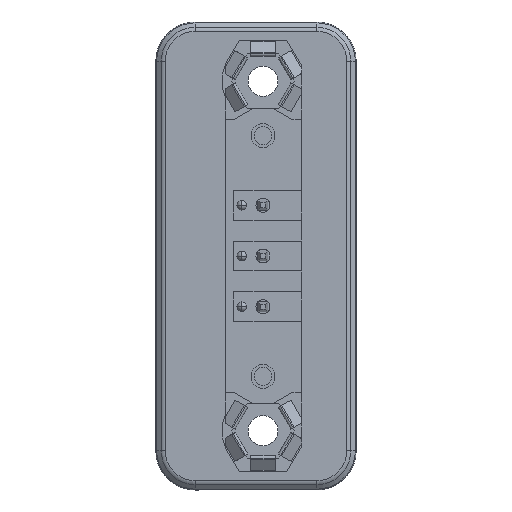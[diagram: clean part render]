
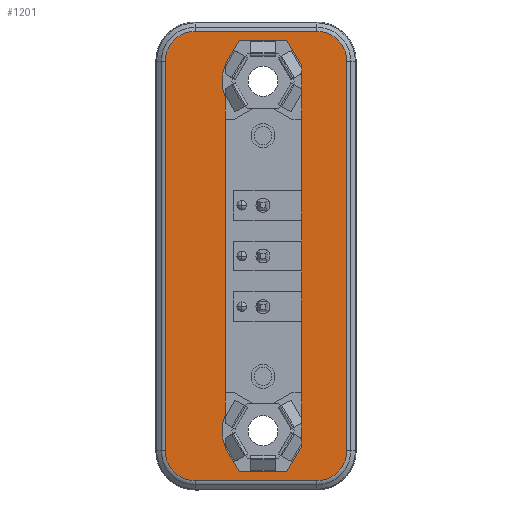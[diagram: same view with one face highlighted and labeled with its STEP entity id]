
A CAD part, front view. The second image highlights one B-rep face of the part: STEP entity #1201.
In plain terms, the highlighted planar face has unit normal (0, -1, 0).
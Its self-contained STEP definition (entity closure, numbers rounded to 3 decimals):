
#1201=ADVANCED_FACE('',(#2570,#2571),#2572,.T.);
#2570=FACE_OUTER_BOUND('',#4094,.T.);
#2571=FACE_BOUND('',#4095,.T.);
#2572=PLANE('',#4096);
#4094=EDGE_LOOP('',(#7515,#7516,#7517,#7518,#7519,#7520,#7521,#7522));
#4095=EDGE_LOOP('',(#7523,#7524,#7525,#7526,#7527,#7528,#7529,#7530,#7531,#7532,#7533,#7534));
#4096=AXIS2_PLACEMENT_3D('',#7535,#7536,#7537);
#7515=ORIENTED_EDGE('',*,*,#9854,.F.);
#7516=ORIENTED_EDGE('',*,*,#10313,.F.);
#7517=ORIENTED_EDGE('',*,*,#10314,.F.);
#7518=ORIENTED_EDGE('',*,*,#10315,.F.);
#7519=ORIENTED_EDGE('',*,*,#10316,.F.);
#7520=ORIENTED_EDGE('',*,*,#10267,.T.);
#7521=ORIENTED_EDGE('',*,*,#10317,.T.);
#7522=ORIENTED_EDGE('',*,*,#9671,.T.);
#7523=ORIENTED_EDGE('',*,*,#9812,.T.);
#7524=ORIENTED_EDGE('',*,*,#10318,.T.);
#7525=ORIENTED_EDGE('',*,*,#9530,.T.);
#7526=ORIENTED_EDGE('',*,*,#8996,.T.);
#7527=ORIENTED_EDGE('',*,*,#9920,.F.);
#7528=ORIENTED_EDGE('',*,*,#10319,.T.);
#7529=ORIENTED_EDGE('',*,*,#10320,.T.);
#7530=ORIENTED_EDGE('',*,*,#10261,.F.);
#7531=ORIENTED_EDGE('',*,*,#9393,.T.);
#7532=ORIENTED_EDGE('',*,*,#10321,.F.);
#7533=ORIENTED_EDGE('',*,*,#10322,.T.);
#7534=ORIENTED_EDGE('',*,*,#10020,.T.);
#7535=CARTESIAN_POINT('',(-4.1,5.65,-6.595));
#7536=DIRECTION('',(0.,-1.0,0.));
#7537=DIRECTION('',(0.,0.,1.0));
#8996=EDGE_CURVE('',#10728,#10733,#10735,.T.);
#9393=EDGE_CURVE('',#11408,#11409,#11410,.T.);
#9530=EDGE_CURVE('',#11626,#10728,#11629,.T.);
#9671=EDGE_CURVE('',#11831,#11832,#11833,.T.);
#9812=EDGE_CURVE('',#12046,#12047,#12048,.T.);
#9854=EDGE_CURVE('',#12105,#11832,#12107,.T.);
#9920=EDGE_CURVE('',#12195,#10733,#12197,.T.);
#10020=EDGE_CURVE('',#12332,#12046,#12333,.T.);
#10261=EDGE_CURVE('',#11408,#12629,#12630,.T.);
#10267=EDGE_CURVE('',#12638,#12636,#12639,.T.);
#10313=EDGE_CURVE('',#12687,#12105,#12688,.T.);
#10314=EDGE_CURVE('',#12689,#12687,#12690,.T.);
#10315=EDGE_CURVE('',#12691,#12689,#12692,.T.);
#10316=EDGE_CURVE('',#12638,#12691,#12693,.T.);
#10317=EDGE_CURVE('',#12636,#11831,#12694,.T.);
#10318=EDGE_CURVE('',#12047,#11626,#12695,.T.);
#10319=EDGE_CURVE('',#12195,#12696,#12697,.T.);
#10320=EDGE_CURVE('',#12696,#12629,#12698,.T.);
#10321=EDGE_CURVE('',#12699,#11409,#12700,.T.);
#10322=EDGE_CURVE('',#12699,#12332,#12701,.T.);
#10728=VERTEX_POINT('',#13155);
#10733=VERTEX_POINT('',#13162);
#10735=LINE('',#13165,#13166);
#11408=VERTEX_POINT('',#14074);
#11409=VERTEX_POINT('',#14075);
#11410=LINE('',#14076,#14077);
#11626=VERTEX_POINT('',#14375);
#11629=LINE('',#14380,#14381);
#11831=VERTEX_POINT('',#14667);
#11832=VERTEX_POINT('',#14668);
#11833=CIRCLE('',#14669,3.0);
#12046=VERTEX_POINT('',#14962);
#12047=VERTEX_POINT('',#14963);
#12048=LINE('',#14964,#14965);
#12105=VERTEX_POINT('',#15054);
#12107=LINE('',#15057,#15058);
#12195=VERTEX_POINT('',#15183);
#12197=LINE('',#15186,#15187);
#12332=VERTEX_POINT('',#15374);
#12333=LINE('',#15375,#15376);
#12629=VERTEX_POINT('',#15802);
#12630=CIRCLE('',#15803,4.1);
#12636=VERTEX_POINT('',#15810);
#12638=VERTEX_POINT('',#15813);
#12639=CIRCLE('',#15814,3.0);
#12687=VERTEX_POINT('',#15883);
#12688=CIRCLE('',#15884,3.0);
#12689=VERTEX_POINT('',#15885);
#12690=LINE('',#15886,#15887);
#12691=VERTEX_POINT('',#15888);
#12692=CIRCLE('',#15889,3.0);
#12693=LINE('',#15890,#15891);
#12694=LINE('',#15892,#15893);
#12695=LINE('',#15894,#15895);
#12696=VERTEX_POINT('',#15896);
#12697=CIRCLE('',#15897,4.1);
#12698=LINE('',#15898,#15899);
#12699=VERTEX_POINT('',#15900);
#12700=LINE('',#15901,#15902);
#12701=LINE('',#15903,#15904);
#13155=CARTESIAN_POINT('',(-2.384,5.65,-26.71));
#13162=CARTESIAN_POINT('',(-3.8,5.65,-24.258));
#13165=CARTESIAN_POINT('',(-14.873,5.65,-5.08));
#13166=VECTOR('',#16408,1.0);
#14074=CARTESIAN_POINT('',(-3.8,5.65,13.959));
#14075=CARTESIAN_POINT('',(-3.8,5.65,14.098));
#14076=CARTESIAN_POINT('',(-3.8,5.65,0.));
#14077=VECTOR('',#16947,1.0);
#14375=CARTESIAN_POINT('',(2.384,5.65,-26.71));
#14380=CARTESIAN_POINT('',(41.643,5.65,-26.71));
#14381=VECTOR('',#17110,1.0);
#14667=CARTESIAN_POINT('',(5.4,5.65,-27.58));
#14668=CARTESIAN_POINT('',(8.4,5.65,-24.58));
#14669=AXIS2_PLACEMENT_3D('',#17267,#17268,#17269);
#14962=CARTESIAN_POINT('',(3.87,5.65,13.977));
#14963=CARTESIAN_POINT('',(3.87,5.65,-24.137));
#14964=CARTESIAN_POINT('',(3.87,5.65,-5.08));
#14965=VECTOR('',#17437,1.0);
#15054=CARTESIAN_POINT('',(8.4,5.65,14.42));
#15057=CARTESIAN_POINT('',(8.4,5.65,0.));
#15058=VECTOR('',#17480,1.0);
#15183=CARTESIAN_POINT('',(-3.8,5.65,-24.119));
#15186=CARTESIAN_POINT('',(-3.8,5.65,-5.08));
#15187=VECTOR('',#17537,1.0);
#15374=CARTESIAN_POINT('',(2.384,5.65,16.55));
#15375=CARTESIAN_POINT('',(11.94,5.65,0.));
#15376=VECTOR('',#17650,1.0);
#15802=CARTESIAN_POINT('',(-3.8,5.65,10.881));
#15803=AXIS2_PLACEMENT_3D('',#17886,#17887,#17888);
#15810=CARTESIAN_POINT('',(-6.8,5.65,-27.58));
#15813=CARTESIAN_POINT('',(-9.8,5.65,-24.58));
#15814=AXIS2_PLACEMENT_3D('',#17894,#17895,#17896);
#15883=CARTESIAN_POINT('',(5.4,5.65,17.42));
#15884=AXIS2_PLACEMENT_3D('',#17930,#17931,#17932);
#15885=CARTESIAN_POINT('',(-6.8,5.65,17.42));
#15886=CARTESIAN_POINT('',(41.643,5.65,17.42));
#15887=VECTOR('',#17933,1.0);
#15888=CARTESIAN_POINT('',(-9.8,5.65,14.42));
#15889=AXIS2_PLACEMENT_3D('',#17934,#17935,#17936);
#15890=CARTESIAN_POINT('',(-9.8,5.65,-5.08));
#15891=VECTOR('',#17937,1.0);
#15892=CARTESIAN_POINT('',(41.643,5.65,-27.58));
#15893=VECTOR('',#17938,1.0);
#15894=CARTESIAN_POINT('',(14.873,5.65,-5.08));
#15895=VECTOR('',#17939,1.0);
#15896=CARTESIAN_POINT('',(-3.8,5.65,-21.041));
#15897=AXIS2_PLACEMENT_3D('',#17940,#17941,#17942);
#15898=CARTESIAN_POINT('',(-3.8,5.65,-5.08));
#15899=VECTOR('',#17943,1.0);
#15900=CARTESIAN_POINT('',(-2.384,5.65,16.55));
#15901=CARTESIAN_POINT('',(-11.94,5.65,0.));
#15902=VECTOR('',#17944,1.0);
#15903=CARTESIAN_POINT('',(41.643,5.65,16.55));
#15904=VECTOR('',#17945,1.0);
#16408=DIRECTION('',(-0.5,0.,0.866));
#16947=DIRECTION('',(0.,0.,1.0));
#17110=DIRECTION('',(-1.0,0.,0.));
#17267=CARTESIAN_POINT('',(5.4,5.65,-24.58));
#17268=DIRECTION('',(0.,-1.0,0.));
#17269=DIRECTION('',(1.0,0.,0.));
#17437=DIRECTION('',(0.,0.,-1.0));
#17480=DIRECTION('',(0.,0.,-1.0));
#17537=DIRECTION('',(0.,0.,-1.0));
#17650=DIRECTION('',(0.5,0.,-0.866));
#17886=CARTESIAN_POINT('',(0.,5.65,12.42));
#17887=DIRECTION('',(0.,-1.0,0.));
#17888=DIRECTION('',(0.,0.,1.0));
#17894=CARTESIAN_POINT('',(-6.8,5.65,-24.58));
#17895=DIRECTION('',(0.,-1.0,0.));
#17896=DIRECTION('',(1.0,0.,0.));
#17930=CARTESIAN_POINT('',(5.4,5.65,14.42));
#17931=DIRECTION('',(0.,1.0,0.));
#17932=DIRECTION('',(1.0,0.,0.));
#17933=DIRECTION('',(1.0,0.,0.));
#17934=CARTESIAN_POINT('',(-6.8,5.65,14.42));
#17935=DIRECTION('',(0.,1.0,0.));
#17936=DIRECTION('',(1.0,0.,0.));
#17937=DIRECTION('',(0.,0.,1.0));
#17938=DIRECTION('',(1.0,0.,0.));
#17939=DIRECTION('',(-0.5,0.,-0.866));
#17940=CARTESIAN_POINT('',(0.,5.65,-22.58));
#17941=DIRECTION('',(0.,1.0,0.));
#17942=DIRECTION('',(0.,0.,-1.0));
#17943=DIRECTION('',(0.,0.,1.0));
#17944=DIRECTION('',(-0.5,0.,-0.866));
#17945=DIRECTION('',(1.0,0.,0.));
